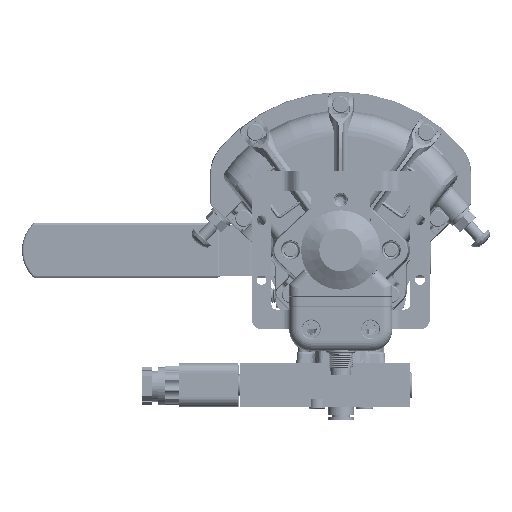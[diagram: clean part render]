
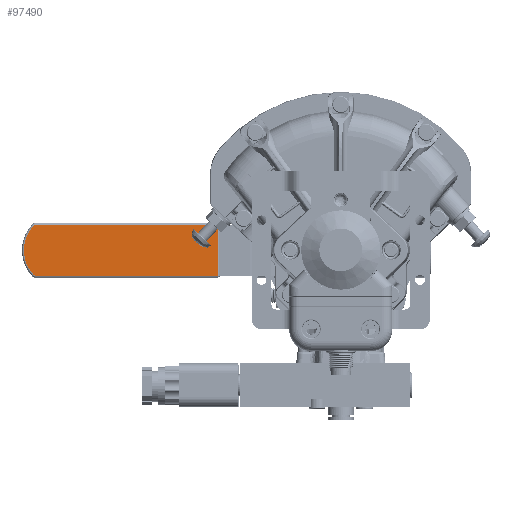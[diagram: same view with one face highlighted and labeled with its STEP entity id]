
A CAD part, top view. The second image highlights one B-rep face of the part: STEP entity #97490.
In plain terms, the highlighted planar face has unit normal (0, 0, 1).
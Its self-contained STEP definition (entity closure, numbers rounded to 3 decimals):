
#17111=FACE_OUTER_BOUND('',#23236,.T.);
#23236=EDGE_LOOP('',(#89856,#89857,#89858,#89859,#89860,#89861));
#29062=LINE('',#281571,#34853);
#29063=LINE('',#281573,#34854);
#29064=LINE('',#281575,#34855);
#34853=VECTOR('',#132682,1000.);
#34854=VECTOR('',#132683,1000.);
#34855=VECTOR('',#132684,1000.);
#39153=CIRCLE('',#107472,1.);
#39154=CIRCLE('',#107473,18.);
#39155=CIRCLE('',#107474,1.);
#47901=VERTEX_POINT('',#281569);
#47902=VERTEX_POINT('',#281570);
#47903=VERTEX_POINT('',#281572);
#47904=VERTEX_POINT('',#281574);
#47905=VERTEX_POINT('',#281576);
#47906=VERTEX_POINT('',#281578);
#61906=EDGE_CURVE('',#47901,#47902,#29062,.T.);
#61907=EDGE_CURVE('',#47902,#47903,#29063,.T.);
#61908=EDGE_CURVE('',#47903,#47904,#29064,.T.);
#61909=EDGE_CURVE('',#47904,#47905,#39153,.T.);
#61910=EDGE_CURVE('',#47905,#47906,#39154,.T.);
#61911=EDGE_CURVE('',#47906,#47901,#39155,.T.);
#89856=ORIENTED_EDGE('',*,*,#61906,.T.);
#89857=ORIENTED_EDGE('',*,*,#61907,.T.);
#89858=ORIENTED_EDGE('',*,*,#61908,.T.);
#89859=ORIENTED_EDGE('',*,*,#61909,.T.);
#89860=ORIENTED_EDGE('',*,*,#61910,.T.);
#89861=ORIENTED_EDGE('',*,*,#61911,.T.);
#91866=PLANE('',#107471);
#97490=ADVANCED_FACE('',(#17111),#91866,.T.);
#107471=AXIS2_PLACEMENT_3D('',#281568,#132680,#132681);
#107472=AXIS2_PLACEMENT_3D('',#281577,#132685,#132686);
#107473=AXIS2_PLACEMENT_3D('',#281579,#132687,#132688);
#107474=AXIS2_PLACEMENT_3D('',#281580,#132689,#132690);
#132680=DIRECTION('center_axis',(0.,0.,1.));
#132681=DIRECTION('ref_axis',(1.,0.,0.));
#132682=DIRECTION('',(1.,0.,0.));
#132683=DIRECTION('',(0.,1.,0.));
#132684=DIRECTION('',(-1.,0.,0.));
#132685=DIRECTION('center_axis',(0.,0.,1.));
#132686=DIRECTION('ref_axis',(1.,0.,0.));
#132687=DIRECTION('center_axis',(0.,0.,1.));
#132688=DIRECTION('ref_axis',(1.,0.,0.));
#132689=DIRECTION('center_axis',(0.,0.,1.));
#132690=DIRECTION('ref_axis',(1.,0.,0.));
#281568=CARTESIAN_POINT('Origin',(-48.374,-12.75,269.474));
#281569=CARTESIAN_POINT('',(-140.66,-12.75,269.474));
#281570=CARTESIAN_POINT('',(-48.374,-12.75,269.474));
#281571=CARTESIAN_POINT('',(-48.374,-12.75,269.474));
#281572=CARTESIAN_POINT('',(-48.374,12.75,269.474));
#281573=CARTESIAN_POINT('',(-48.374,-12.75,269.474));
#281574=CARTESIAN_POINT('',(-140.66,12.75,269.474));
#281575=CARTESIAN_POINT('',(-48.374,12.75,269.474));
#281576=CARTESIAN_POINT('',(-141.382,12.441,269.474));
#281577=CARTESIAN_POINT('Origin',(-140.66,11.75,269.474));
#281578=CARTESIAN_POINT('',(-141.382,-12.441,269.474));
#281579=CARTESIAN_POINT('Origin',(-128.374,0.,
269.474));
#281580=CARTESIAN_POINT('Origin',(-140.66,-11.75,269.474));
